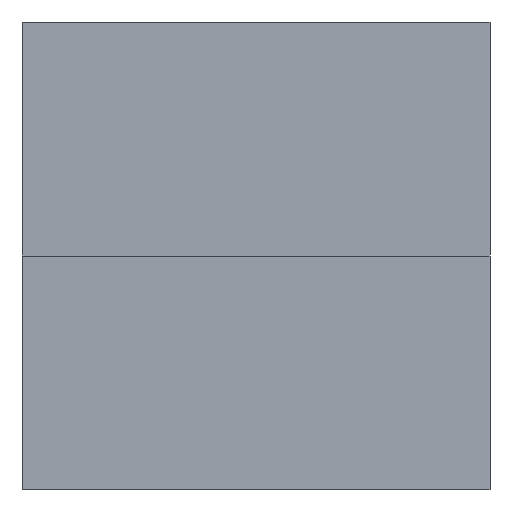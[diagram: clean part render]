
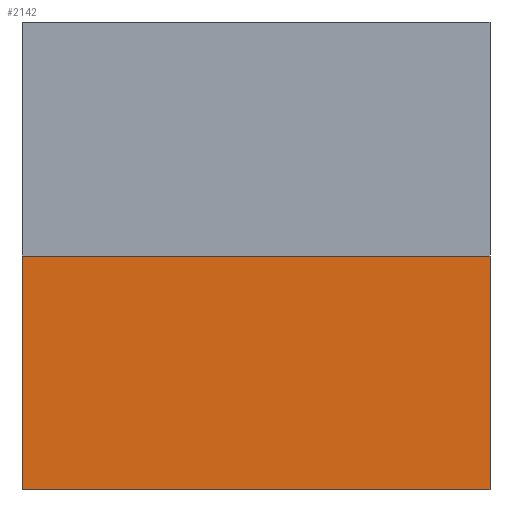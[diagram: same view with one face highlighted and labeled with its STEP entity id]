
A CAD part, front view. The second image highlights one B-rep face of the part: STEP entity #2142.
In plain terms, the highlighted planar face has unit normal (0, -1, 0).
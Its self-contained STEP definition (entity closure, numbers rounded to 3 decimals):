
#11 = VECTOR ( 'NONE', #1909, 1000. ) ;
#33 = ORIENTED_EDGE ( 'NONE', *, *, #2605, .T. ) ;
#169 = FACE_OUTER_BOUND ( 'NONE', #1768, .T. ) ;
#189 = AXIS2_PLACEMENT_3D ( 'NONE', #2412, #2398, #1790 ) ;
#205 = CARTESIAN_POINT ( 'NONE',  ( 50.726, -94.211, -22.5 ) ) ;
#228 = EDGE_CURVE ( 'NONE', #2373, #2175, #2103, .T. ) ;
#271 = CARTESIAN_POINT ( 'NONE',  ( 50.726, -94.211, 22.5 ) ) ;
#447 = DIRECTION ( 'NONE',  ( 1., 0., 0. ) ) ;
#609 = CARTESIAN_POINT ( 'NONE',  ( 50.726, -94.211, 0. ) ) ;
#628 = CARTESIAN_POINT ( 'NONE',  ( 5.726, -94.211, 0. ) ) ;
#788 = EDGE_CURVE ( 'NONE', #2358, #2373, #1236, .T. ) ;
#1077 = ORIENTED_EDGE ( 'NONE', *, *, #1290, .T. ) ;
#1236 = LINE ( 'NONE', #609, #1780 ) ;
#1290 = EDGE_CURVE ( 'NONE', #2244, #2175, #2475, .T. ) ;
#1543 = VECTOR ( 'NONE', #2628, 1000. ) ;
#1574 = CARTESIAN_POINT ( 'NONE',  ( 5.726, -94.211, -22.5 ) ) ;
#1768 = EDGE_LOOP ( 'NONE', ( #2549, #33, #1077, #2288 ) ) ;
#1780 = VECTOR ( 'NONE', #447, 1000. ) ;
#1790 = DIRECTION ( 'NONE',  ( 0., 0., 1. ) ) ;
#1845 = CARTESIAN_POINT ( 'NONE',  ( 50.726, -94.211, -22.5 ) ) ;
#1909 = DIRECTION ( 'NONE',  ( 0., 0., -1. ) ) ;
#2054 = CARTESIAN_POINT ( 'NONE',  ( 50.726, -94.211, 0. ) ) ;
#2057 = DIRECTION ( 'NONE',  ( 1., 0., 0. ) ) ;
#2103 = LINE ( 'NONE', #271, #11 ) ;
#2142 = ADVANCED_FACE ( 'NONE', ( #169 ), #2176, .F. ) ;
#2175 = VERTEX_POINT ( 'NONE', #205 ) ;
#2176 = PLANE ( 'NONE',  #189 ) ;
#2215 = LINE ( 'NONE', #2430, #1543 ) ;
#2244 = VERTEX_POINT ( 'NONE', #1574 ) ;
#2288 = ORIENTED_EDGE ( 'NONE', *, *, #228, .F. ) ;
#2309 = VECTOR ( 'NONE', #2057, 1000. ) ;
#2358 = VERTEX_POINT ( 'NONE', #628 ) ;
#2373 = VERTEX_POINT ( 'NONE', #2054 ) ;
#2398 = DIRECTION ( 'NONE',  ( 0., 1., 0. ) ) ;
#2412 = CARTESIAN_POINT ( 'NONE',  ( 50.726, -94.211, 22.5 ) ) ;
#2430 = CARTESIAN_POINT ( 'NONE',  ( 5.726, -94.211, 22.5 ) ) ;
#2475 = LINE ( 'NONE', #1845, #2309 ) ;
#2549 = ORIENTED_EDGE ( 'NONE', *, *, #788, .F. ) ;
#2605 = EDGE_CURVE ( 'NONE', #2358, #2244, #2215, .T. ) ;
#2628 = DIRECTION ( 'NONE',  ( 0., 0., -1. ) ) ;
